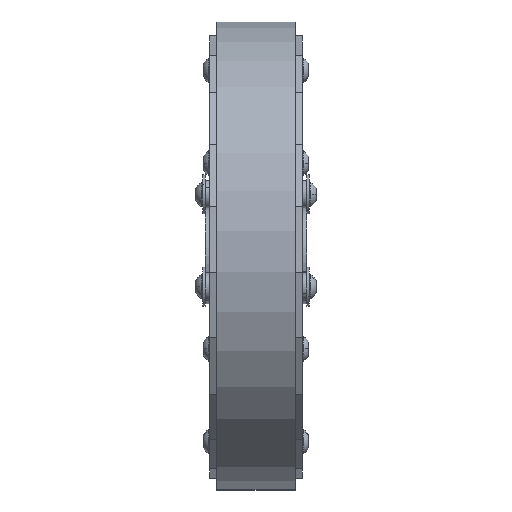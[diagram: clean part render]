
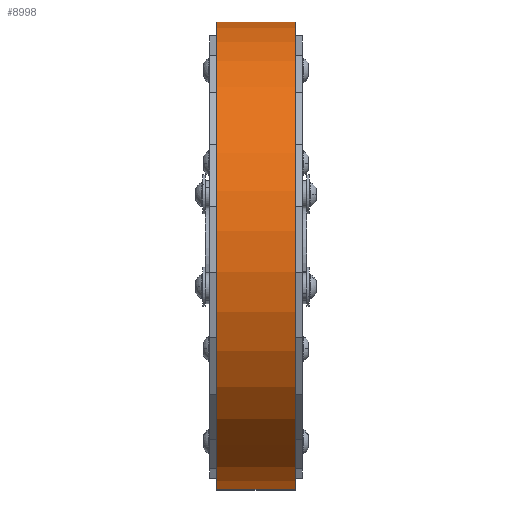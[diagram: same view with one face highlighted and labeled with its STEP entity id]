
A CAD part, left-side view. The second image highlights one B-rep face of the part: STEP entity #8998.
In plain terms, the highlighted cylindrical face has radius 76.2 mm (diameter 152.4 mm), a partial arc.
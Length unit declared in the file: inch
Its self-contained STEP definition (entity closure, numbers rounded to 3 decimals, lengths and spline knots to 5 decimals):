
#896 = FACE_OUTER_BOUND ( 'NONE', #9065, .T. ) ;
#916 = CARTESIAN_POINT ( 'NONE',  ( 0., -0.5, -3. ) ) ;
#922 = DIRECTION ( 'NONE',  ( 0., 0., 1. ) ) ;
#966 = DIRECTION ( 'NONE',  ( 0., -1., 0. ) ) ;
#967 = VECTOR ( 'NONE', #966, 39.37008 ) ;
#968 = CARTESIAN_POINT ( 'NONE',  ( 0., 0.5, 3. ) ) ;
#969 = LINE ( 'NONE', #968, #967 ) ;
#1015 = DIRECTION ( 'NONE',  ( 0., 0., -1. ) ) ;
#1016 = DIRECTION ( 'NONE',  ( 0., -1., 0. ) ) ;
#1017 = CARTESIAN_POINT ( 'NONE',  ( 0., 0.5, 0. ) ) ;
#1018 = AXIS2_PLACEMENT_3D ( 'NONE', #1017, #1016, #1015 ) ;
#1019 = CYLINDRICAL_SURFACE ( 'NONE', #1018, 3. ) ;
#1021 = DIRECTION ( 'NONE',  ( 0., 1., 0. ) ) ;
#1022 = CARTESIAN_POINT ( 'NONE',  ( 0., 0.5, 0. ) ) ;
#1023 = AXIS2_PLACEMENT_3D ( 'NONE', #1022, #1021, #922 ) ;
#1024 = CIRCLE ( 'NONE', #1023, 3. ) ;
#1032 = CARTESIAN_POINT ( 'NONE',  ( 0., -0.5, 3. ) ) ;
#1072 = DIRECTION ( 'NONE',  ( 0., 0., 1. ) ) ;
#1073 = DIRECTION ( 'NONE',  ( 0., 1., 0. ) ) ;
#1074 = CARTESIAN_POINT ( 'NONE',  ( 0., -0.5, 0. ) ) ;
#1075 = AXIS2_PLACEMENT_3D ( 'NONE', #1074, #1073, #1072 ) ;
#1076 = CIRCLE ( 'NONE', #1075, 3. ) ;
#1077 = DIRECTION ( 'NONE',  ( 0., -1., 0. ) ) ;
#1078 = VECTOR ( 'NONE', #1077, 39.37008 ) ;
#1079 = CARTESIAN_POINT ( 'NONE',  ( 0., 0.5, -3. ) ) ;
#1080 = LINE ( 'NONE', #1079, #1078 ) ;
#1081 = CARTESIAN_POINT ( 'NONE',  ( 0., 0.5, 3. ) ) ;
#1194 = CARTESIAN_POINT ( 'NONE',  ( 0., 0.5, -3. ) ) ;
#8998 = ADVANCED_FACE ( 'NONE', ( #896 ), #1019, .T. ) ;
#9065 = EDGE_LOOP ( 'NONE', ( #9066, #9067, #9101, #9102 ) ) ;
#9066 = ORIENTED_EDGE ( 'NONE', *, *, #9081, .F. ) ;
#9067 = ORIENTED_EDGE ( 'NONE', *, *, #9088, .F. ) ;
#9081 = EDGE_CURVE ( 'NONE', #9111, #9082, #969, .T. ) ;
#9082 = VERTEX_POINT ( 'NONE', #1032 ) ;
#9088 = EDGE_CURVE ( 'NONE', #9135, #9111, #1024, .T. ) ;
#9093 = VERTEX_POINT ( 'NONE', #916 ) ;
#9101 = ORIENTED_EDGE ( 'NONE', *, *, #9115, .T. ) ;
#9102 = ORIENTED_EDGE ( 'NONE', *, *, #9117, .T. ) ;
#9111 = VERTEX_POINT ( 'NONE', #1081 ) ;
#9115 = EDGE_CURVE ( 'NONE', #9135, #9093, #1080, .T. ) ;
#9117 = EDGE_CURVE ( 'NONE', #9093, #9082, #1076, .T. ) ;
#9135 = VERTEX_POINT ( 'NONE', #1194 ) ;
